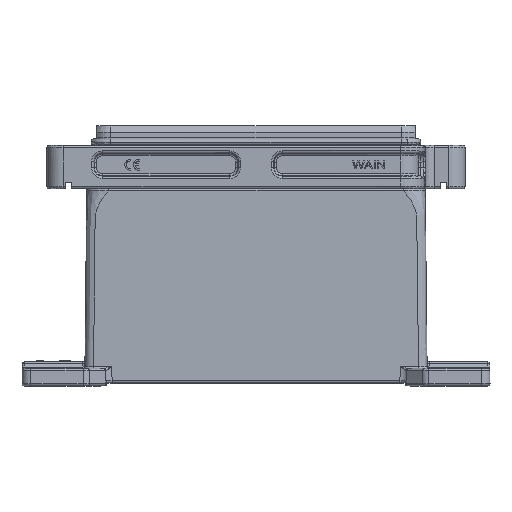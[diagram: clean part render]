
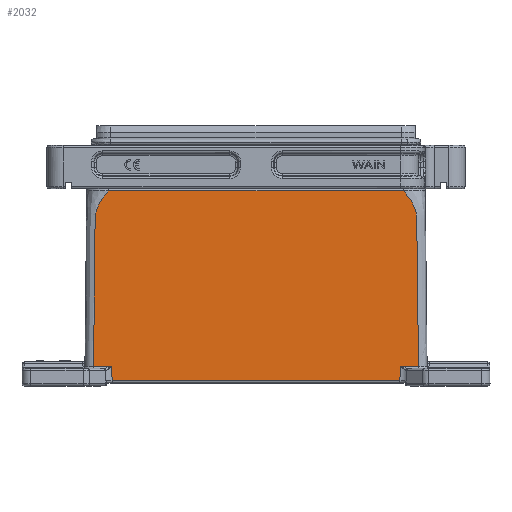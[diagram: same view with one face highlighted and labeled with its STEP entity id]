
A CAD part, top view. The second image highlights one B-rep face of the part: STEP entity #2032.
In plain terms, the highlighted planar face has unit normal (0, 0.011, 1).
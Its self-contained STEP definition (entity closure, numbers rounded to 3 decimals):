
#2032=ADVANCED_FACE('NONE',(#3801),#3024,.T.);
#3024=PLANE('',#22102);
#3801=FACE_OUTER_BOUND('',#5046,.T.);
#5046=EDGE_LOOP('',(#9323,#9324,#9325,#9326,#9327,#9328,#9329,#9330));
#6346=B_SPLINE_CURVE_WITH_KNOTS('',3,(#35620,#35621,#35622,#35623,#35624,
#35625,#35626,#35627,#35628,#35629,#35630,#35631,#35632,#35633,#35634,#35635,
#35636,#35637,#35638,#35639,#35640,#35641,#35642,#35643,#35644,#35645,#35646,
#35647,#35648,#35649,#35650,#35651,#35652,#35653,#35654,#35655,#35656,#35657,
#35658,#35659,#35660,#35661,#35662,#35663,#35664,#35665,#35666,#35667,#35668,
#35669,#35670,#35671,#35672,#35673,#35674,#35675,#35676,#35677,#35678,#35679,
#35680),.UNSPECIFIED.,.F.,.F.,(4,1,1,1,1,1,1,1,2,2,2,2,1,1,1,1,1,2,2,2,
2,1,1,1,2,2,2,2,2,2,2,2,2,2,2,2,2,4),(0.,0.25,0.375,
0.437,0.469,0.484,0.492,
0.496,0.498,0.5,0.625,
0.687,0.719,0.734,0.742,
0.746,0.748,0.749,0.75,
0.781,0.797,0.805,0.809,
0.811,0.812,0.812,0.844,
0.852,0.855,0.859,0.867,
0.871,0.875,0.906,0.922,
0.93,0.937,1.),.UNSPECIFIED.);
#6365=B_SPLINE_CURVE_WITH_KNOTS('',3,(#36511,#36512,#36513,#36514),
 .UNSPECIFIED.,.F.,.F.,(4,4),(0.,1.),.UNSPECIFIED.);
#6366=B_SPLINE_CURVE_WITH_KNOTS('',3,(#36519,#36520,#36521,#36522,#36523,
#36524,#36525),.UNSPECIFIED.,.F.,.F.,(4,3,4),(0.,0.01,1.),
 .UNSPECIFIED.);
#6367=B_SPLINE_CURVE_WITH_KNOTS('',3,(#36529,#36530,#36531,#36532,#36533,
#36534,#36535,#36536,#36537,#36538,#36539,#36540),.UNSPECIFIED.,.F.,.F.,
(4,2,2,2,2,4),(0.,0.125,0.188,0.25,0.5,
1.),.UNSPECIFIED.);
#6368=B_SPLINE_CURVE_WITH_KNOTS('',3,(#36541,#36542,#36543,#36544),
 .UNSPECIFIED.,.F.,.F.,(4,4),(0.,1.),.UNSPECIFIED.);
#9323=ORIENTED_EDGE('',*,*,#16829,.T.);
#9324=ORIENTED_EDGE('',*,*,#16830,.F.);
#9325=ORIENTED_EDGE('',*,*,#16831,.T.);
#9326=ORIENTED_EDGE('',*,*,#16832,.T.);
#9327=ORIENTED_EDGE('',*,*,#16833,.F.);
#9328=ORIENTED_EDGE('',*,*,#16795,.F.);
#9329=ORIENTED_EDGE('',*,*,#16797,.F.);
#9330=ORIENTED_EDGE('',*,*,#16834,.T.);
#14436=VERTEX_POINT('',#35265);
#14445=VERTEX_POINT('',#35611);
#14446=VERTEX_POINT('',#35619);
#14465=VERTEX_POINT('',#36515);
#14466=VERTEX_POINT('',#36516);
#14467=VERTEX_POINT('',#36518);
#14468=VERTEX_POINT('',#36526);
#14469=VERTEX_POINT('',#36528);
#16795=EDGE_CURVE('NONE',#14436,#14445,#19236,.T.);
#16797=EDGE_CURVE('NONE',#14446,#14436,#6346,.T.);
#16829=EDGE_CURVE('NONE',#14465,#14466,#6365,.T.);
#16830=EDGE_CURVE('NONE',#14467,#14466,#19247,.T.);
#16831=EDGE_CURVE('NONE',#14467,#14468,#6366,.T.);
#16832=EDGE_CURVE('NONE',#14468,#14469,#19248,.T.);
#16833=EDGE_CURVE('NONE',#14445,#14469,#6367,.T.);
#16834=EDGE_CURVE('NONE',#14446,#14465,#6368,.T.);
#19236=LINE('',#35612,#20626);
#19247=LINE('',#36517,#20637);
#19248=LINE('',#36527,#20638);
#20626=VECTOR('',#24912,1.);
#20637=VECTOR('',#24945,1.);
#20638=VECTOR('',#24946,1.);
#22102=AXIS2_PLACEMENT_3D('',#36545,#24947,#24948);
#24912=DIRECTION('',(1.,0.,0.));
#24945=DIRECTION('',(-1.,0.,0.));
#24946=DIRECTION('',(1.,0.,0.));
#24947=DIRECTION('',(0.,0.01,1.));
#24948=DIRECTION('',(0.,-1.,0.01));
#35265=CARTESIAN_POINT('',(40.023,90.011,-10.972));
#35611=CARTESIAN_POINT('',(175.942,90.011,-10.972));
#35612=CARTESIAN_POINT('',(32.63,90.011,-10.972));
#35619=CARTESIAN_POINT('',(33.024,8.99,-10.124));
#35620=CARTESIAN_POINT('',(33.024,8.99,-10.124));
#35621=CARTESIAN_POINT('',(33.095,15.762,-10.195));
#35622=CARTESIAN_POINT('',(33.201,25.921,-10.301));
#35623=CARTESIAN_POINT('',(33.325,37.773,-10.425));
#35624=CARTESIAN_POINT('',(33.387,43.699,-10.487));
#35625=CARTESIAN_POINT('',(33.418,46.662,-10.518));
#35626=CARTESIAN_POINT('',(33.434,48.144,-10.534));
#35627=CARTESIAN_POINT('',(33.441,48.884,-10.542));
#35628=CARTESIAN_POINT('',(33.445,49.255,-10.545));
#35629=CARTESIAN_POINT('',(33.447,49.413,-10.547));
#35630=CARTESIAN_POINT('',(33.448,49.519,-10.548));
#35631=CARTESIAN_POINT('',(33.448,49.523,-10.548));
#35632=CARTESIAN_POINT('',(33.518,56.17,-10.618));
#35633=CARTESIAN_POINT('',(33.57,61.135,-10.67));
#35634=CARTESIAN_POINT('',(33.623,66.215,-10.723));
#35635=CARTESIAN_POINT('',(33.636,67.513,-10.737));
#35636=CARTESIAN_POINT('',(33.651,68.868,-10.751));
#35637=CARTESIAN_POINT('',(33.656,69.398,-10.756));
#35638=CARTESIAN_POINT('',(33.66,69.757,-10.76));
#35639=CARTESIAN_POINT('',(33.661,69.871,-10.761));
#35640=CARTESIAN_POINT('',(33.662,69.912,-10.762));
#35641=CARTESIAN_POINT('',(33.662,69.929,-10.762));
#35642=CARTESIAN_POINT('',(33.662,69.935,-10.762));
#35643=CARTESIAN_POINT('',(33.662,69.939,-10.762));
#35644=CARTESIAN_POINT('',(33.661,69.89,-10.762));
#35645=CARTESIAN_POINT('',(33.679,71.622,-10.78));
#35646=CARTESIAN_POINT('',(33.693,72.886,-10.793));
#35647=CARTESIAN_POINT('',(33.706,74.155,-10.806));
#35648=CARTESIAN_POINT('',(33.709,74.475,-10.81));
#35649=CARTESIAN_POINT('',(33.713,74.797,-10.813));
#35650=CARTESIAN_POINT('',(33.714,74.919,-10.814));
#35651=CARTESIAN_POINT('',(33.715,74.993,-10.815));
#35652=CARTESIAN_POINT('',(33.715,75.013,-10.815));
#35653=CARTESIAN_POINT('',(33.715,75.018,-10.815));
#35654=CARTESIAN_POINT('',(33.715,75.021,-10.815));
#35655=CARTESIAN_POINT('',(33.715,74.984,-10.815));
#35656=CARTESIAN_POINT('',(33.727,76.251,-10.828));
#35657=CARTESIAN_POINT('',(33.746,77.193,-10.838));
#35658=CARTESIAN_POINT('',(33.804,78.011,-10.847));
#35659=CARTESIAN_POINT('',(33.816,78.156,-10.848));
#35660=CARTESIAN_POINT('',(33.835,78.347,-10.85));
#35661=CARTESIAN_POINT('',(33.841,78.405,-10.851));
#35662=CARTESIAN_POINT('',(33.867,78.619,-10.853));
#35663=CARTESIAN_POINT('',(33.881,78.726,-10.854));
#35664=CARTESIAN_POINT('',(33.927,79.044,-10.858));
#35665=CARTESIAN_POINT('',(33.963,79.255,-10.86));
#35666=CARTESIAN_POINT('',(34.023,79.569,-10.863));
#35667=CARTESIAN_POINT('',(34.045,79.673,-10.865));
#35668=CARTESIAN_POINT('',(34.089,79.881,-10.867));
#35669=CARTESIAN_POINT('',(34.125,80.033,-10.869));
#35670=CARTESIAN_POINT('',(34.24,80.513,-10.874));
#35671=CARTESIAN_POINT('',(34.423,81.168,-10.881));
#35672=CARTESIAN_POINT('',(34.905,82.445,-10.896));
#35673=CARTESIAN_POINT('',(35.1,82.918,-10.901));
#35674=CARTESIAN_POINT('',(35.463,83.69,-10.909));
#35675=CARTESIAN_POINT('',(35.595,83.957,-10.912));
#35676=CARTESIAN_POINT('',(35.887,84.508,-10.919));
#35677=CARTESIAN_POINT('',(36.066,84.827,-10.923));
#35678=CARTESIAN_POINT('',(37.438,87.132,-10.952));
#35679=CARTESIAN_POINT('',(38.798,88.712,-10.965));
#35680=CARTESIAN_POINT('',(40.022,90.011,-10.972));
#36511=CARTESIAN_POINT('',(41.459,8.99,-10.124));
#36512=CARTESIAN_POINT('',(41.49,6.763,-10.1));
#36513=CARTESIAN_POINT('',(41.522,4.537,-10.077));
#36514=CARTESIAN_POINT('',(41.554,2.311,-10.054));
#36515=CARTESIAN_POINT('',(41.459,8.99,-10.124));
#36516=CARTESIAN_POINT('',(41.554,2.311,-10.053));
#36517=CARTESIAN_POINT('',(38.439,2.311,-10.054));
#36518=CARTESIAN_POINT('',(174.411,2.311,-10.053));
#36519=CARTESIAN_POINT('',(174.41,2.244,-10.053));
#36520=CARTESIAN_POINT('',(174.411,2.266,-10.053));
#36521=CARTESIAN_POINT('',(174.411,2.288,-10.054));
#36522=CARTESIAN_POINT('',(174.411,2.311,-10.054));
#36523=CARTESIAN_POINT('',(174.443,4.537,-10.077));
#36524=CARTESIAN_POINT('',(174.475,6.763,-10.1));
#36525=CARTESIAN_POINT('',(174.507,8.989,-10.124));
#36526=CARTESIAN_POINT('',(174.507,8.989,-10.124));
#36527=CARTESIAN_POINT('',(25.911,8.99,-10.124));
#36528=CARTESIAN_POINT('',(182.942,8.99,-10.124));
#36529=CARTESIAN_POINT('',(175.942,90.011,-10.972));
#36530=CARTESIAN_POINT('',(178.167,87.668,-10.948));
#36531=CARTESIAN_POINT('',(180.187,84.959,-10.919));
#36532=CARTESIAN_POINT('',(181.906,80.139,-10.869));
#36533=CARTESIAN_POINT('',(182.21,78.41,-10.851));
#36534=CARTESIAN_POINT('',(182.259,74.939,-10.814));
#36535=CARTESIAN_POINT('',(182.269,73.203,-10.796));
#36536=CARTESIAN_POINT('',(182.361,64.526,-10.705));
#36537=CARTESIAN_POINT('',(182.432,57.584,-10.633));
#36538=CARTESIAN_POINT('',(182.651,36.758,-10.415));
#36539=CARTESIAN_POINT('',(182.796,22.874,-10.269));
#36540=CARTESIAN_POINT('',(182.942,8.99,-10.124));
#36541=CARTESIAN_POINT('',(33.024,8.99,-10.124));
#36542=CARTESIAN_POINT('',(35.835,8.99,-10.124));
#36543=CARTESIAN_POINT('',(38.647,8.99,-10.124));
#36544=CARTESIAN_POINT('',(41.459,8.99,-10.124));
#36545=CARTESIAN_POINT('',(25.911,91.,-10.983));
